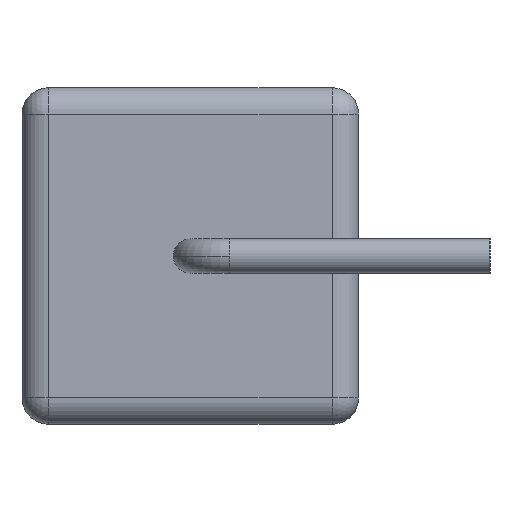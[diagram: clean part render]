
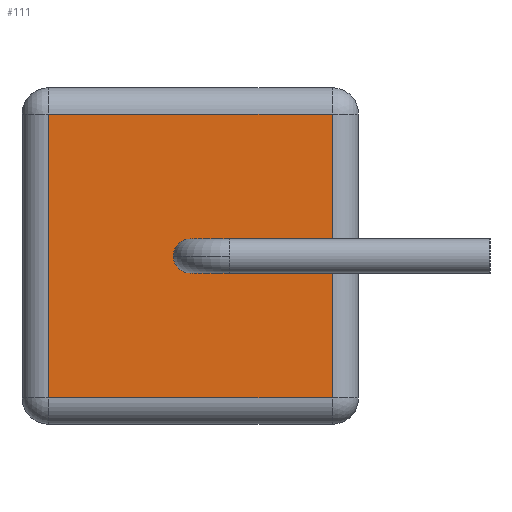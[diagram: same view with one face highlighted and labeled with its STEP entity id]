
A CAD part, left-side view. The second image highlights one B-rep face of the part: STEP entity #111.
In plain terms, the highlighted planar face has unit normal (-1, 0, 0).
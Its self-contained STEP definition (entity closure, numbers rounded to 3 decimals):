
#14 = VECTOR ( 'NONE', #583, 1000. ) ;
#34 = PLANE ( 'NONE',  #753 ) ;
#62 = CARTESIAN_POINT ( 'NONE',  ( -10., 6.9, 2.7 ) ) ;
#84 = CARTESIAN_POINT ( 'NONE',  ( -10., 3.7, 0. ) ) ;
#95 = ORIENTED_EDGE ( 'NONE', *, *, #783, .T. ) ;
#111 = ADVANCED_FACE ( 'NONE', ( #1146, #899 ), #34, .F. ) ;
#122 = DIRECTION ( 'NONE',  ( 1., 0., 0. ) ) ;
#147 = AXIS2_PLACEMENT_3D ( 'NONE', #476, #726, #996 ) ;
#151 = LINE ( 'NONE', #840, #324 ) ;
#193 = CARTESIAN_POINT ( 'NONE',  ( -10., 6.4, 2.7 ) ) ;
#195 = DIRECTION ( 'NONE',  ( 0., 0., -1. ) ) ;
#202 = CARTESIAN_POINT ( 'NONE',  ( -10., 1., -2.7 ) ) ;
#264 = CARTESIAN_POINT ( 'NONE',  ( -10., 3.7, 0.325 ) ) ;
#265 = ORIENTED_EDGE ( 'NONE', *, *, #534, .T. ) ;
#271 = VERTEX_POINT ( 'NONE', #904 ) ;
#274 = EDGE_CURVE ( 'NONE', #639, #543, #685, .T. ) ;
#317 = DIRECTION ( 'NONE',  ( 0., -1., 0. ) ) ;
#324 = VECTOR ( 'NONE', #317, 1000. ) ;
#342 = CARTESIAN_POINT ( 'NONE',  ( -10., 6.4, 3.2 ) ) ;
#346 = CARTESIAN_POINT ( 'NONE',  ( -10., 3.7, -0.325 ) ) ;
#365 = LINE ( 'NONE', #1016, #14 ) ;
#384 = ORIENTED_EDGE ( 'NONE', *, *, #453, .T. ) ;
#401 = CARTESIAN_POINT ( 'NONE',  ( -10., 6.4, -2.7 ) ) ;
#444 = DIRECTION ( 'NONE',  ( 0., 1., 0. ) ) ;
#449 = LINE ( 'NONE', #342, #486 ) ;
#453 = EDGE_CURVE ( 'NONE', #708, #1040, #449, .T. ) ;
#476 = CARTESIAN_POINT ( 'NONE',  ( -10., 3.7, 0. ) ) ;
#486 = VECTOR ( 'NONE', #701, 1000. ) ;
#516 = ORIENTED_EDGE ( 'NONE', *, *, #1017, .T. ) ;
#521 = AXIS2_PLACEMENT_3D ( 'NONE', #84, #122, #992 ) ;
#534 = EDGE_CURVE ( 'NONE', #543, #639, #930, .T. ) ;
#543 = VERTEX_POINT ( 'NONE', #346 ) ;
#583 = DIRECTION ( 'NONE',  ( 0., 0., 1. ) ) ;
#608 = LINE ( 'NONE', #62, #811 ) ;
#639 = VERTEX_POINT ( 'NONE', #264 ) ;
#685 = CIRCLE ( 'NONE', #147, 0.325 ) ;
#701 = DIRECTION ( 'NONE',  ( 0., 0., -1. ) ) ;
#708 = VERTEX_POINT ( 'NONE', #193 ) ;
#726 = DIRECTION ( 'NONE',  ( 1., 0., 0. ) ) ;
#737 = VERTEX_POINT ( 'NONE', #202 ) ;
#753 = AXIS2_PLACEMENT_3D ( 'NONE', #995, #809, #195 ) ;
#774 = EDGE_LOOP ( 'NONE', ( #516, #976, #95, #384 ) ) ;
#783 = EDGE_CURVE ( 'NONE', #271, #708, #608, .T. ) ;
#797 = ORIENTED_EDGE ( 'NONE', *, *, #274, .T. ) ;
#809 = DIRECTION ( 'NONE',  ( 1., 0., 0. ) ) ;
#811 = VECTOR ( 'NONE', #444, 1000. ) ;
#840 = CARTESIAN_POINT ( 'NONE',  ( -10., 6.9, -2.7 ) ) ;
#866 = EDGE_LOOP ( 'NONE', ( #265, #797 ) ) ;
#899 = FACE_OUTER_BOUND ( 'NONE', #774, .T. ) ;
#904 = CARTESIAN_POINT ( 'NONE',  ( -10., 1., 2.7 ) ) ;
#930 = CIRCLE ( 'NONE', #521, 0.325 ) ;
#976 = ORIENTED_EDGE ( 'NONE', *, *, #982, .T. ) ;
#982 = EDGE_CURVE ( 'NONE', #737, #271, #365, .T. ) ;
#992 = DIRECTION ( 'NONE',  ( 0., 0., -1. ) ) ;
#995 = CARTESIAN_POINT ( 'NONE',  ( -10., 6.9, 3.2 ) ) ;
#996 = DIRECTION ( 'NONE',  ( 0., 0., -1. ) ) ;
#1016 = CARTESIAN_POINT ( 'NONE',  ( -10., 1., 3.2 ) ) ;
#1017 = EDGE_CURVE ( 'NONE', #1040, #737, #151, .T. ) ;
#1040 = VERTEX_POINT ( 'NONE', #401 ) ;
#1146 = FACE_BOUND ( 'NONE', #866, .T. ) ;
